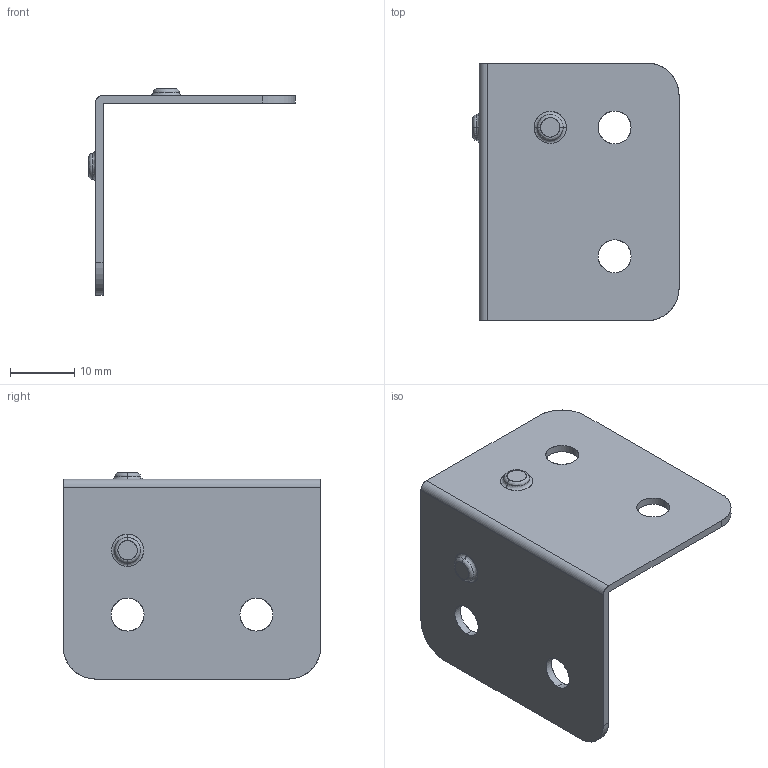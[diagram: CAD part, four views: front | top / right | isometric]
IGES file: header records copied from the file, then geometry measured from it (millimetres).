
Start section: SolidWorks IGES file using analytic representation for surfaces
Global section: file name: 40431.IGS; native system: SolidWorks 2010; preprocessor: SolidWorks 2010; author: martinb; date: 100415.105537; units: millimetre
Bounding box: 32 x 40 x 32 mm (x, y, z)
Surface area: 4974.3 mm2 (no closed solid volume)
Topology: 0 solids, 0 shells, 41 faces, 744 edges, 744 vertices
Faces by surface type: bspline 24, revolution 17
